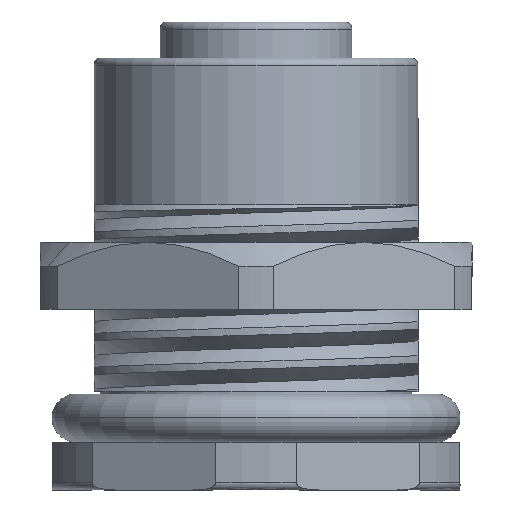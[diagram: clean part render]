
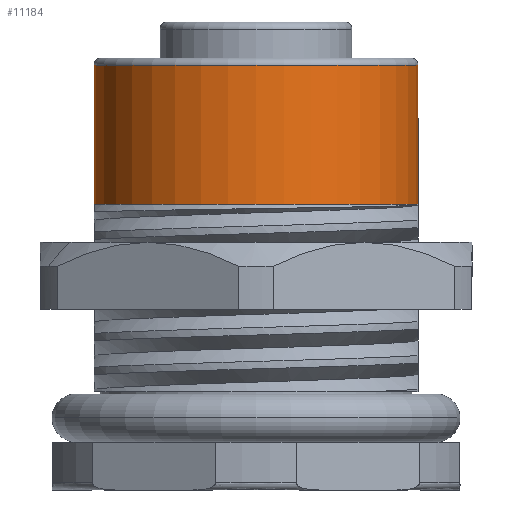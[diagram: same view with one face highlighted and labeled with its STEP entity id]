
A CAD part, front view. The second image highlights one B-rep face of the part: STEP entity #11184.
In plain terms, the highlighted cylindrical face has radius 6.75 mm (diameter 13.5 mm), a partial arc.
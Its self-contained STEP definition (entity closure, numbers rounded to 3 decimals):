
#242 = CARTESIAN_POINT ( 'NONE',  ( 6.75, 0., 11.9 ) ) ;
#243 = DIRECTION ( 'NONE',  ( 0., 0., 1. ) ) ;
#244 = CARTESIAN_POINT ( 'NONE',  ( -6.75, 0., 11.9 ) ) ;
#246 = DIRECTION ( 'NONE',  ( 0., 0., 1. ) ) ;
#1521 = CARTESIAN_POINT ( 'NONE',  ( 0., 0., 17.7 ) ) ;
#1522 = DIRECTION ( 'NONE',  ( 0., 0., -1. ) ) ;
#1523 = DIRECTION ( 'NONE',  ( 1., 0., 0. ) ) ;
#2403 = CARTESIAN_POINT ( 'NONE',  ( 0., 0., 11.9 ) ) ;
#2405 = DIRECTION ( 'NONE',  ( 0., 0., 1. ) ) ;
#2406 = DIRECTION ( 'NONE',  ( 1., 0., 0. ) ) ;
#2990 = VECTOR ( 'NONE', #246, 1000. ) ;
#2994 = VECTOR ( 'NONE', #243, 1000. ) ;
#2995 = LINE ( 'NONE', #244, #2990 ) ;
#2998 = LINE ( 'NONE', #242, #2994 ) ;
#3828 = DIRECTION ( 'NONE',  ( 1., 0., 0. ) ) ;
#3831 = DIRECTION ( 'NONE',  ( 0., 0., 1. ) ) ;
#3832 = CARTESIAN_POINT ( 'NONE',  ( 0., 0., 11.9 ) ) ;
#4553 = VERTEX_POINT ( 'NONE', #13470 ) ;
#4626 = VERTEX_POINT ( 'NONE', #13522 ) ;
#4728 = VERTEX_POINT ( 'NONE', #8822 ) ;
#4861 = VERTEX_POINT ( 'NONE', #8892 ) ;
#4875 = EDGE_LOOP ( 'NONE', ( #12765, #12764, #12763, #12762 ) ) ;
#7138 = CIRCLE ( 'NONE', #14627, 6.75 ) ;
#7349 = CYLINDRICAL_SURFACE ( 'NONE', #14474, 6.75 ) ;
#7360 = FACE_OUTER_BOUND ( 'NONE', #4875, .T. ) ;
#8822 = CARTESIAN_POINT ( 'NONE',  ( 6.75, 0., 17.7 ) ) ;
#8892 = CARTESIAN_POINT ( 'NONE',  ( -6.75, 0., 11.9 ) ) ;
#11184 = ADVANCED_FACE ( 'NONE', ( #7360 ), #7349, .T. ) ;
#11402 = CIRCLE ( 'NONE', #14580, 6.75 ) ;
#12565 = EDGE_CURVE ( 'NONE', #4728, #4626, #11402, .T. ) ;
#12762 = ORIENTED_EDGE ( 'NONE', *, *, #12565, .T. ) ;
#12763 = ORIENTED_EDGE ( 'NONE', *, *, #13881, .T. ) ;
#12764 = ORIENTED_EDGE ( 'NONE', *, *, #13822, .T. ) ;
#12765 = ORIENTED_EDGE ( 'NONE', *, *, #13882, .F. ) ;
#13470 = CARTESIAN_POINT ( 'NONE',  ( 6.75, 0., 11.9 ) ) ;
#13522 = CARTESIAN_POINT ( 'NONE',  ( -6.75, 0., 17.7 ) ) ;
#13822 = EDGE_CURVE ( 'NONE', #4861, #4553, #7138, .T. ) ;
#13881 = EDGE_CURVE ( 'NONE', #4553, #4728, #2998, .T. ) ;
#13882 = EDGE_CURVE ( 'NONE', #4861, #4626, #2995, .T. ) ;
#14474 = AXIS2_PLACEMENT_3D ( 'NONE', #3832, #3831, #3828 ) ;
#14580 = AXIS2_PLACEMENT_3D ( 'NONE', #1521, #1522, #1523 ) ;
#14627 = AXIS2_PLACEMENT_3D ( 'NONE', #2403, #2405, #2406 ) ;
